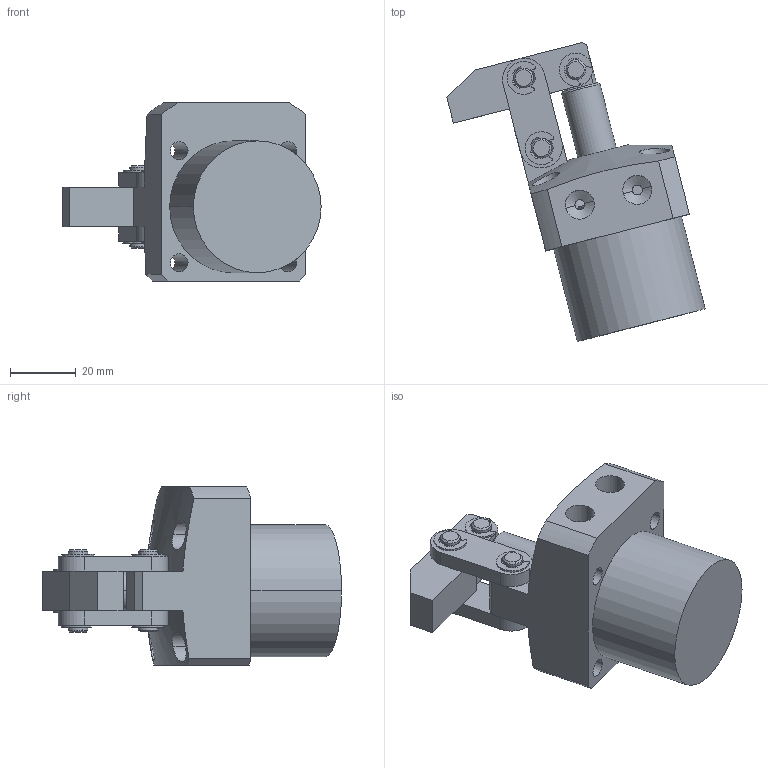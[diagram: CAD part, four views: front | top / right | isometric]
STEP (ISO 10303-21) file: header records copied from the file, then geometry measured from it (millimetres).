
FILE_DESCRIPTION (( 'STEP AP214' ), '1' );
FILE_NAME ('CLKA-040L杠杆式油压缸三维图.STEP', '2019-04-18T02:19:38', ( '' ), ( '' ), 'SwSTEP 2.0', 'SolidWorks 2016', '' );
FILE_SCHEMA (( 'AUTOMOTIVE_DESIGN' ));
Length unit declared in the file: millimetre
Products named in the file (9): ÏúÖá2_1_1_3; ÏúÖá1_1_1_3; ﾁｬｸﾋ_1_1_3; ｻ鏸鄕ﾋ_1_1_1; CLKA-040L杠杆式油压缸三维图; 40L掛极; CLKA-040C杠杆式油压缸三维图整体_3; CLKA-040活塞杆_1_3; 0.6ｵ訐1_1_3
Assembly tree (15 placements, depth 3):
  CLKA-040L杠杆式油压缸三维图
    CLKA-040C杠杆式油压缸三维图整体_3
      ｻ鏸鄕ﾋ_1_1_1
      ﾁｬｸﾋ_1_1_3  x2
      ÏúÖá1_1_1_3
      ÏúÖá2_1_1_3  x2
      0.6ｵ訐1_1_3  x6
      CLKA-040活塞杆_1_3
    40L掛极
Bounding box: 78.33 x 90.72 x 54 mm (x, y, z)
Volume: 82378.1 mm3; surface area: 29606.6 mm2
Topology: 13 solids, 15 shells, 319 faces, 774 edges, 504 vertices
Faces by surface type: cylinder 162, plane 115, cone 40, sphere 2
Entity records: 6304 total; most frequent: CARTESIAN_POINT 1477, DIRECTION 1020, ORIENTED_EDGE 858, EDGE_CURVE 432, AXIS2_PLACEMENT_3D 408, VERTEX_POINT 280, EDGE_LOOP 227, VECTOR 204
